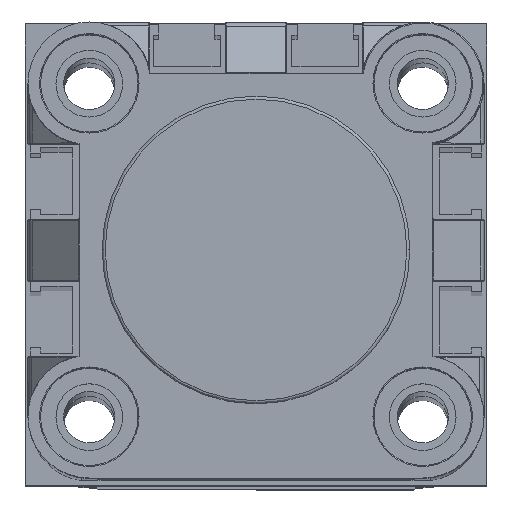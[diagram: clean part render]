
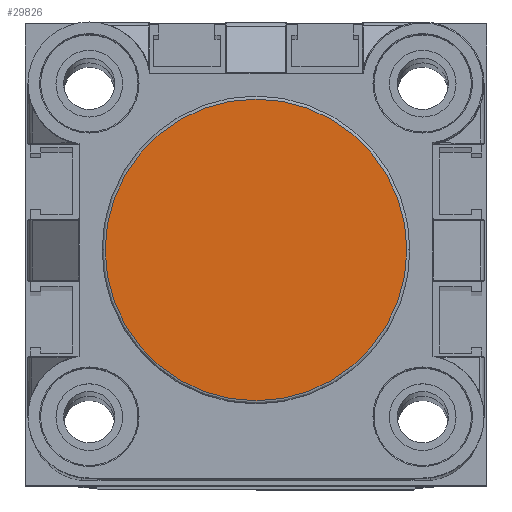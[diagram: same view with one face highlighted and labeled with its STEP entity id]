
A CAD part, top view. The second image highlights one B-rep face of the part: STEP entity #29826.
In plain terms, the highlighted planar face has unit normal (0, 0, 1).
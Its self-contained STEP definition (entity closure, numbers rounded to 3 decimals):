
#354 = DIRECTION ( 'NONE',  ( 0., 0., 1. ) ) ;
#533 = AXIS2_PLACEMENT_3D ( 'NONE', #19315, #4305, #21855 ) ;
#3029 = VERTEX_POINT ( 'NONE', #8869 ) ;
#4305 = DIRECTION ( 'NONE',  ( 0., 0., 1. ) ) ;
#6632 = CARTESIAN_POINT ( 'NONE',  ( 17.25, -17.25, 30. ) ) ;
#6810 = EDGE_CURVE ( 'NONE', #3029, #30627, #11038, .T. ) ;
#8869 = CARTESIAN_POINT ( 'NONE',  ( 31.95, -17.25, 30. ) ) ;
#9158 = DIRECTION ( 'NONE',  ( 1., 0., 0. ) ) ;
#9637 = ORIENTED_EDGE ( 'NONE', *, *, #6810, .T. ) ;
#10717 = CARTESIAN_POINT ( 'NONE',  ( 2.55, -17.25, 30. ) ) ;
#11038 = CIRCLE ( 'NONE', #533, 14.7 ) ;
#12740 = PLANE ( 'NONE',  #16875 ) ;
#12840 = EDGE_CURVE ( 'NONE', #30627, #3029, #14047, .T. ) ;
#13465 = FACE_OUTER_BOUND ( 'NONE', #18429, .T. ) ;
#14047 = CIRCLE ( 'NONE', #16377, 14.7 ) ;
#16377 = AXIS2_PLACEMENT_3D ( 'NONE', #6632, #24173, #9158 ) ;
#16875 = AXIS2_PLACEMENT_3D ( 'NONE', #30421, #354, #17896 ) ;
#17896 = DIRECTION ( 'NONE',  ( 1., 0., 0. ) ) ;
#18429 = EDGE_LOOP ( 'NONE', ( #9637, #24198 ) ) ;
#19315 = CARTESIAN_POINT ( 'NONE',  ( 17.25, -17.25, 30. ) ) ;
#21855 = DIRECTION ( 'NONE',  ( 1., 0., 0. ) ) ;
#24173 = DIRECTION ( 'NONE',  ( 0., 0., 1. ) ) ;
#24198 = ORIENTED_EDGE ( 'NONE', *, *, #12840, .T. ) ;
#29826 = ADVANCED_FACE ( 'NONE', ( #13465 ), #12740, .T. ) ;
#30421 = CARTESIAN_POINT ( 'NONE',  ( 17.25, -17.25, 30. ) ) ;
#30627 = VERTEX_POINT ( 'NONE', #10717 ) ;
